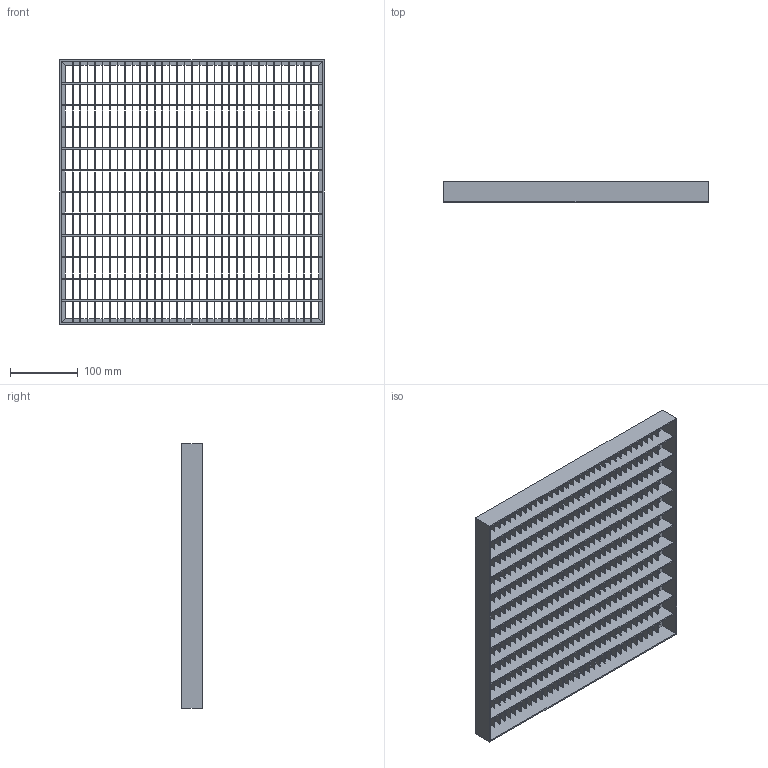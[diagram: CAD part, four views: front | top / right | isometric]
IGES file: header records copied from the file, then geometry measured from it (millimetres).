
Start section: SolidWorks IGES file using analytic representation for surfaces
Global section: file name: 23.39393130.7.IGS; native system: SolidWorks 2015; preprocessor: SolidWorks 2015; author: Christian Höfig; date: 151204.082345; units: millimetre
Bounding box: 390 x 30 x 390 mm (x, y, z)
Surface area: 598568 mm2 (no closed solid volume)
Topology: 0 solids, 0 shells, 1418 faces, 10912 edges, 10912 vertices
Faces by surface type: bspline 1418
